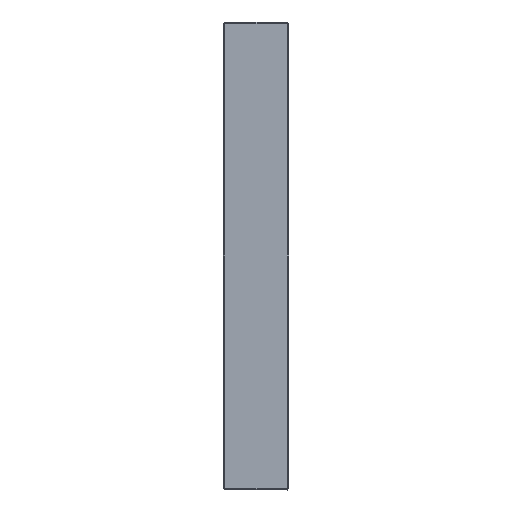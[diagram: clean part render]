
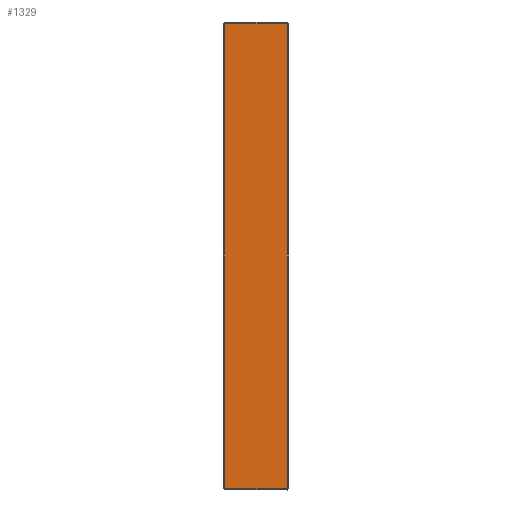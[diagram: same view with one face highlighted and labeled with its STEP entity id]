
A CAD part, left-side view. The second image highlights one B-rep face of the part: STEP entity #1329.
In plain terms, the highlighted planar face has unit normal (-1, 0, 0).
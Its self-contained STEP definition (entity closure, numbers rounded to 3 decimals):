
#6 = EDGE_CURVE ( 'NONE', #1332, #1000, #820, .T. ) ;
#155 = VECTOR ( 'NONE', #609, 1000. ) ;
#167 = CARTESIAN_POINT ( 'NONE',  ( 0., 47., -351. ) ) ;
#186 = CARTESIAN_POINT ( 'NONE',  ( 0., 47.257, -351. ) ) ;
#246 = VECTOR ( 'NONE', #1334, 1000. ) ;
#370 = ORIENTED_EDGE ( 'NONE', *, *, #2594, .F. ) ;
#417 = ORIENTED_EDGE ( 'NONE', *, *, #1223, .F. ) ;
#449 = DIRECTION ( 'NONE',  ( 0., 0., -1. ) ) ;
#461 = VERTEX_POINT ( 'NONE', #1032 ) ;
#478 = LINE ( 'NONE', #738, #2201 ) ;
#519 = DIRECTION ( 'NONE',  ( -1., 0., 0. ) ) ;
#565 = CARTESIAN_POINT ( 'NONE',  ( 0., 47., 351. ) ) ;
#573 = AXIS2_PLACEMENT_3D ( 'NONE', #755, #519, #1203 ) ;
#593 = CARTESIAN_POINT ( 'NONE',  ( 0., -47., -351. ) ) ;
#609 = DIRECTION ( 'NONE',  ( 0., 0., -1. ) ) ;
#648 = DIRECTION ( 'NONE',  ( 0., 0., 1. ) ) ;
#700 = LINE ( 'NONE', #842, #155 ) ;
#724 = CARTESIAN_POINT ( 'NONE',  ( 0., 49.5, 351. ) ) ;
#738 = CARTESIAN_POINT ( 'NONE',  ( 0., 0., 351.257 ) ) ;
#755 = CARTESIAN_POINT ( 'NONE',  ( 0., 0., 0. ) ) ;
#794 = CARTESIAN_POINT ( 'NONE',  ( 0., -47.257, 0. ) ) ;
#820 = LINE ( 'NONE', #794, #1704 ) ;
#827 = VERTEX_POINT ( 'NONE', #2734 ) ;
#842 = CARTESIAN_POINT ( 'NONE',  ( 0., -47., -353.5 ) ) ;
#844 = LINE ( 'NONE', #1556, #1341 ) ;
#845 = EDGE_CURVE ( 'NONE', #461, #1000, #1944, .T. ) ;
#876 = LINE ( 'NONE', #1860, #2137 ) ;
#884 = ORIENTED_EDGE ( 'NONE', *, *, #2385, .T. ) ;
#899 = ORIENTED_EDGE ( 'NONE', *, *, #1089, .F. ) ;
#904 = VERTEX_POINT ( 'NONE', #2104 ) ;
#916 = ORIENTED_EDGE ( 'NONE', *, *, #845, .F. ) ;
#942 = EDGE_CURVE ( 'NONE', #1332, #1513, #2213, .T. ) ;
#955 = PLANE ( 'NONE',  #573 ) ;
#972 = ORIENTED_EDGE ( 'NONE', *, *, #1852, .F. ) ;
#981 = VERTEX_POINT ( 'NONE', #1453 ) ;
#1000 = VERTEX_POINT ( 'NONE', #1885 ) ;
#1029 = CARTESIAN_POINT ( 'NONE',  ( 0., -47., -351. ) ) ;
#1032 = CARTESIAN_POINT ( 'NONE',  ( 0., -47., 351. ) ) ;
#1043 = LINE ( 'NONE', #2883, #246 ) ;
#1089 = EDGE_CURVE ( 'NONE', #1513, #2278, #700, .T. ) ;
#1130 = LINE ( 'NONE', #2709, #2629 ) ;
#1171 = ORIENTED_EDGE ( 'NONE', *, *, #6, .T. ) ;
#1203 = DIRECTION ( 'NONE',  ( 0., 0., 1. ) ) ;
#1223 = EDGE_CURVE ( 'NONE', #827, #1642, #844, .T. ) ;
#1228 = VECTOR ( 'NONE', #2155, 1000. ) ;
#1246 = DIRECTION ( 'NONE',  ( 0., 1., 0. ) ) ;
#1329 = ADVANCED_FACE ( 'NONE', ( #2632 ), #955, .T. ) ;
#1332 = VERTEX_POINT ( 'NONE', #2742 ) ;
#1334 = DIRECTION ( 'NONE',  ( 0., -1., 0. ) ) ;
#1341 = VECTOR ( 'NONE', #648, 1000. ) ;
#1374 = VECTOR ( 'NONE', #1246, 1000. ) ;
#1394 = LINE ( 'NONE', #724, #2299 ) ;
#1428 = CARTESIAN_POINT ( 'NONE',  ( 0., -49.5, 351. ) ) ;
#1446 = VERTEX_POINT ( 'NONE', #2794 ) ;
#1453 = CARTESIAN_POINT ( 'NONE',  ( 0., 47.257, 351. ) ) ;
#1513 = VERTEX_POINT ( 'NONE', #593 ) ;
#1526 = CARTESIAN_POINT ( 'NONE',  ( 0., 47., 351. ) ) ;
#1542 = LINE ( 'NONE', #1575, #1761 ) ;
#1556 = CARTESIAN_POINT ( 'NONE',  ( 0., 47., -353.5 ) ) ;
#1575 = CARTESIAN_POINT ( 'NONE',  ( 0., 47.257, 0. ) ) ;
#1621 = DIRECTION ( 'NONE',  ( 0., 0., -1. ) ) ;
#1642 = VERTEX_POINT ( 'NONE', #167 ) ;
#1672 = ORIENTED_EDGE ( 'NONE', *, *, #1683, .F. ) ;
#1683 = EDGE_CURVE ( 'NONE', #904, #461, #1130, .T. ) ;
#1704 = VECTOR ( 'NONE', #2367, 1000. ) ;
#1721 = ORIENTED_EDGE ( 'NONE', *, *, #2198, .T. ) ;
#1761 = VECTOR ( 'NONE', #449, 1000. ) ;
#1852 = EDGE_CURVE ( 'NONE', #1642, #2235, #876, .T. ) ;
#1860 = CARTESIAN_POINT ( 'NONE',  ( 0., 47., -351. ) ) ;
#1868 = EDGE_LOOP ( 'NONE', ( #1672, #884, #2621, #370, #1721, #972, #417, #2308, #899, #2509, #1171, #916 ) ) ;
#1879 = VECTOR ( 'NONE', #2093, 1000. ) ;
#1885 = CARTESIAN_POINT ( 'NONE',  ( 0., -47.257, 351. ) ) ;
#1944 = LINE ( 'NONE', #1428, #1879 ) ;
#1957 = EDGE_CURVE ( 'NONE', #2825, #1446, #2490, .T. ) ;
#1997 = CARTESIAN_POINT ( 'NONE',  ( 0., -47., -351.257 ) ) ;
#2093 = DIRECTION ( 'NONE',  ( 0., -1., 0. ) ) ;
#2104 = CARTESIAN_POINT ( 'NONE',  ( 0., -47., 351.257 ) ) ;
#2137 = VECTOR ( 'NONE', #2294, 1000. ) ;
#2155 = DIRECTION ( 'NONE',  ( 0., 0., 1. ) ) ;
#2198 = EDGE_CURVE ( 'NONE', #981, #2235, #1542, .T. ) ;
#2201 = VECTOR ( 'NONE', #2486, 1000. ) ;
#2213 = LINE ( 'NONE', #1029, #1374 ) ;
#2235 = VERTEX_POINT ( 'NONE', #186 ) ;
#2278 = VERTEX_POINT ( 'NONE', #1997 ) ;
#2294 = DIRECTION ( 'NONE',  ( 0., 1., 0. ) ) ;
#2299 = VECTOR ( 'NONE', #2745, 1000. ) ;
#2308 = ORIENTED_EDGE ( 'NONE', *, *, #2471, .T. ) ;
#2367 = DIRECTION ( 'NONE',  ( 0., 0., 1. ) ) ;
#2385 = EDGE_CURVE ( 'NONE', #904, #1446, #478, .T. ) ;
#2471 = EDGE_CURVE ( 'NONE', #827, #2278, #1043, .T. ) ;
#2486 = DIRECTION ( 'NONE',  ( 0., 1., 0. ) ) ;
#2490 = LINE ( 'NONE', #565, #1228 ) ;
#2509 = ORIENTED_EDGE ( 'NONE', *, *, #942, .F. ) ;
#2594 = EDGE_CURVE ( 'NONE', #981, #2825, #1394, .T. ) ;
#2621 = ORIENTED_EDGE ( 'NONE', *, *, #1957, .F. ) ;
#2629 = VECTOR ( 'NONE', #1621, 1000. ) ;
#2632 = FACE_OUTER_BOUND ( 'NONE', #1868, .T. ) ;
#2709 = CARTESIAN_POINT ( 'NONE',  ( 0., -47., 351. ) ) ;
#2734 = CARTESIAN_POINT ( 'NONE',  ( 0., 47., -351.257 ) ) ;
#2742 = CARTESIAN_POINT ( 'NONE',  ( 0., -47.257, -351. ) ) ;
#2745 = DIRECTION ( 'NONE',  ( 0., -1., 0. ) ) ;
#2794 = CARTESIAN_POINT ( 'NONE',  ( 0., 47., 351.257 ) ) ;
#2825 = VERTEX_POINT ( 'NONE', #1526 ) ;
#2883 = CARTESIAN_POINT ( 'NONE',  ( 0., 0., -351.257 ) ) ;
